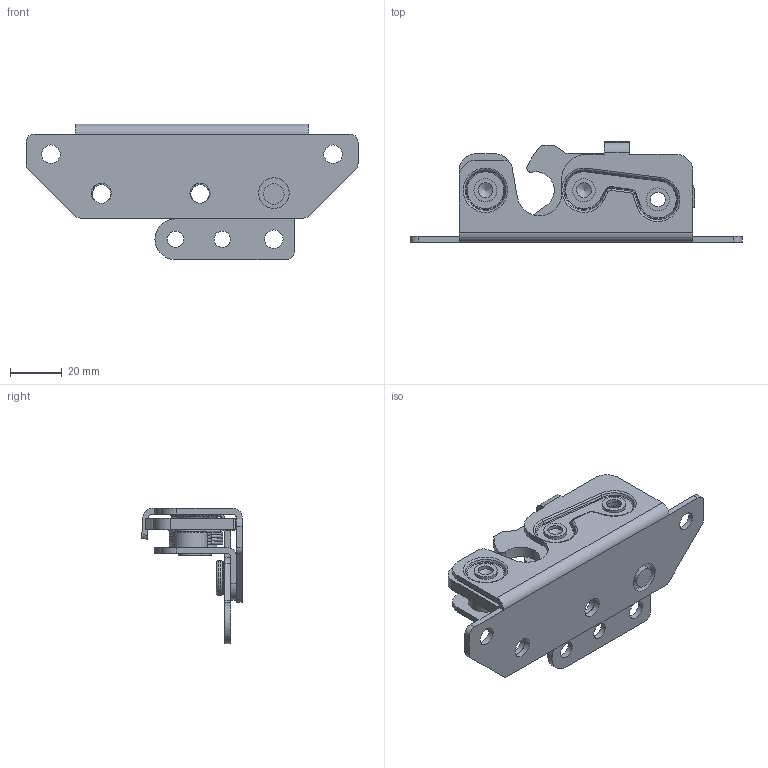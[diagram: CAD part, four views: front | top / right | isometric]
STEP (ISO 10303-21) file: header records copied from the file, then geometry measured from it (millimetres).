
FILE_DESCRIPTION(/* description */ (''),/* implementation_level */ '2;1');
FILE_NAME(/* name */ '1-300 RL_02_17_2022.stp',/* time_stamp */ '2022-02-17T13:10:20-05:00',/* author */ ('dtinay'),/* organization */ (''),/* preprocessor_version */ 'ST-DEVELOPER v18.1',/* originating_system */ 'Autodesk Inventor 2020',/* authorisation */ '');
FILE_SCHEMA (('AUTOMOTIVE_DESIGN { 1 0 10303 214 3 1 1 }'));
Length unit declared in the file: inch
Products named in the file (1): 1-300 RL_Shrinkwrap_1
Bounding box: 128.52 x 38.97 x 52.45 mm (x, y, z)
Volume: 37957 mm3; surface area: 31154.2 mm2
Topology: 1 solids, 1 shells, 470 faces, 1275 edges, 836 vertices
Faces by surface type: plane 210, cylinder 154, bspline 64, torus 23, cone 19
Full cylindrical faces by diameter (mm): 1.219 x3, 3.352 x1, 3.81 x1, 4.488 x1, 4.826 x1, 5.588 x1, 5.766 x6, 6.096 x1, 6.35 x2, 7.144 x4, 7.163 x1, 7.772 x3, 7.798 x2, 7.964 x1, 8.052 x3, 8.89 x6, 9.665 x1, 9.779 x1, 9.97 x1, 11.367 x3, 11.748 x3, 11.887 x1, 12.7 x1, 13.335 x3
Entity records: 17802 total; most frequent: CARTESIAN_POINT 5469, ORIENTED_EDGE 2538, DIRECTION 2301, EDGE_CURVE 1269, VERTEX_POINT 836, AXIS2_PLACEMENT_3D 810, LINE 681, VECTOR 681
